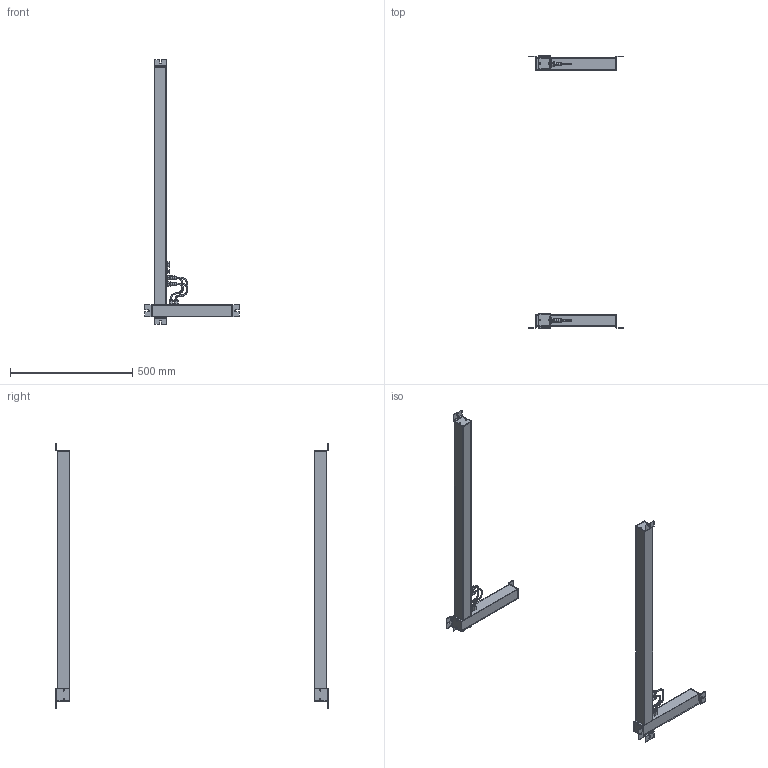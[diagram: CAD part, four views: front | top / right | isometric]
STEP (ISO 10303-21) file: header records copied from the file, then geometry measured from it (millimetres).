
FILE_DESCRIPTION(('CATIA V5 STEP Exchange'),'2;1');
FILE_NAME('8000-450-36-W-L.stp','2013-07-12T00:00:38+00:00',('none'),('none'),'CATIA Version 5 Release 18 GA (IN-10)','CATIA V5 STEP AP203','none');
FILE_SCHEMA(('CONFIG_CONTROL_DESIGN'));
Length unit declared in the file: millimetre
Products named in the file (5): 8000-450-36-W-L; 8000-450-36-W-L-TX; 8000-L-TX-KIT; 8000-450-36-W-L-RX; 8000-L-RX-KIT
Assembly tree (30 placements, depth 4):
  8000-450-36-W-L
    8000-450-36-W-L-TX
      #62
      #2805
      #3252  x2
      8000-L-TX-KIT
        #3252  x2
        #3980
        #4690
        #5516
        #6428  x2
      #6428  x2
    8000-450-36-W-L-RX
      #2805
      #3252  x2
      #6717
      8000-L-RX-KIT
        #3252  x2
        #12349
        #13059
        #13971
        #6428  x2
      #6428  x2
Bounding box: 387 x 1114 x 1084 mm (x, y, z)
Volume: 1356161.3 mm3; surface area: 1173099 mm2
Topology: 30 solids, 30 shells, 767 faces, 1769 edges, 1132 vertices
Faces by surface type: plane 365, cylinder 285, revolution 68, torus 41, cone 8
Entity records: 14911 total; most frequent: CARTESIAN_POINT 2812, ORIENTED_EDGE 2458, DIRECTION 2049, EDGE_CURVE 1229, AXIS2_PLACEMENT_3D 996, VERTEX_POINT 772, EDGE_LOOP 669, CIRCLE 617
